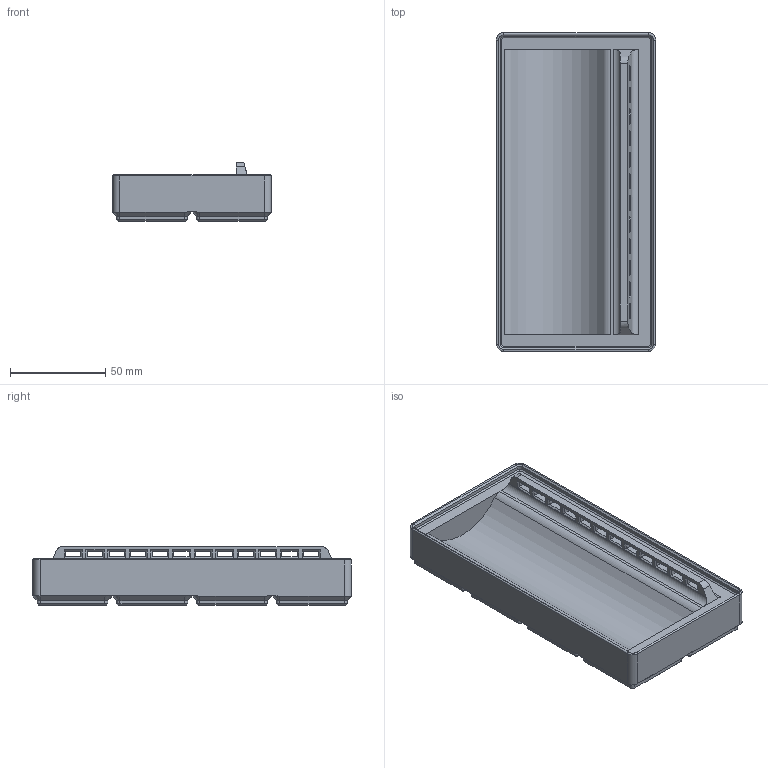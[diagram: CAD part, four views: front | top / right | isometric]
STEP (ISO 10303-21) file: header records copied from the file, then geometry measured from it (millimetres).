
FILE_DESCRIPTION(/* description */ (''),/* implementation_level */ '2;1');
FILE_NAME(/* name */ 'Gridfinitity-SpoolHolder v4.step',/* time_stamp */ '2022-10-19T20:19:34-04:00',/* author */ (''),/* organization */ (''),/* preprocessor_version */ 'ST-DEVELOPER v19',/* originating_system */ 'Autodesk Translation Framework v11.7.0.108',/* authorisation */ '');
FILE_SCHEMA (('AUTOMOTIVE_DESIGN { 1 0 10303 214 3 1 1 }'));
Length unit declared in the file: millimetre
Products named in the file (2): Gridfinitity-SpoolHolder; Blank Storage
Assembly tree (1 placements, depth 2):
  Gridfinitity-SpoolHolder
    Blank Storage
Bounding box: 84 x 167.75 x 31 mm (x, y, z)
Volume: 213249.1 mm3; surface area: 63865.7 mm2
Topology: 5 solids, 5 shells, 472 faces, 1008 edges, 596 vertices
Faces by surface type: plane 281, cylinder 115, cone 72, torus 4
Full cylindrical faces by diameter (mm): 3 x32, 6.5 x32
Entity records: 12601 total; most frequent: DIRECTION 2250, CARTESIAN_POINT 2095, ORIENTED_EDGE 2016, EDGE_CURVE 1008, AXIS2_PLACEMENT_3D 775, LINE 700, VECTOR 700, VERTEX_POINT 596
